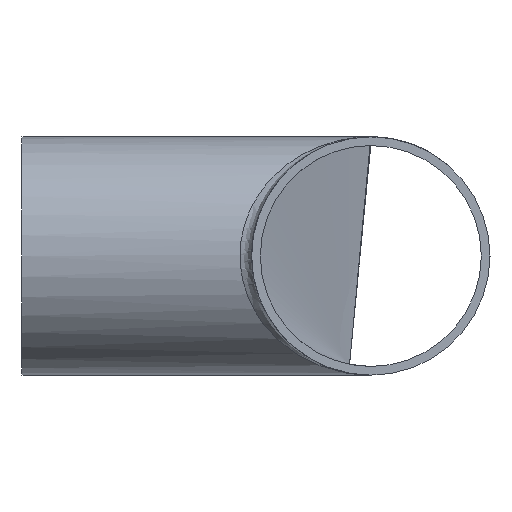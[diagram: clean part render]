
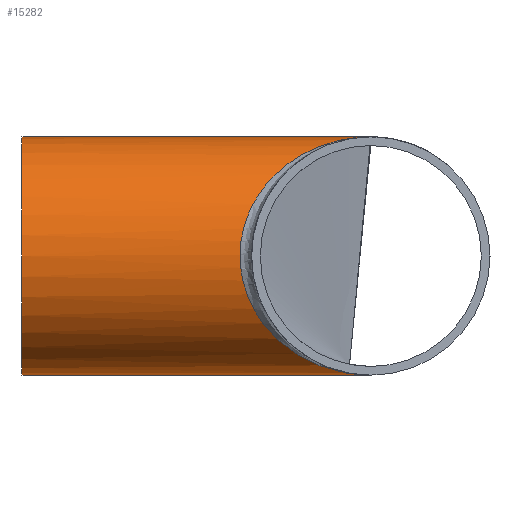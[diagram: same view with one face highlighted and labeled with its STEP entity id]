
A CAD part, left-side view. The second image highlights one B-rep face of the part: STEP entity #15282.
In plain terms, the highlighted cylindrical face has radius 20.5 mm (diameter 41 mm), a full revolution.
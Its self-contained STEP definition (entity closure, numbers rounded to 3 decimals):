
#515 =( BOUNDED_CURVE ( )  B_SPLINE_CURVE ( 3, ( #6444, #2421, #12927, #11637 ),
 .UNSPECIFIED., .F., .T. ) 
 B_SPLINE_CURVE_WITH_KNOTS ( ( 4, 4 ),
 ( 1.571, 4.712 ),
 .UNSPECIFIED. ) 
 CURVE ( )  GEOMETRIC_REPRESENTATION_ITEM ( )  RATIONAL_B_SPLINE_CURVE ( ( 1., 0.333, 0.333, 1. ) ) 
 REPRESENTATION_ITEM ( '' )  );
#1854 = EDGE_LOOP ( 'NONE', ( #14147, #3115 ) ) ;
#2421 = CARTESIAN_POINT ( 'NONE',  ( 41., 45., 20.5 ) ) ;
#2525 = EDGE_CURVE ( 'NONE', #11409, #5887, #14132, .T. ) ;
#3101 = CYLINDRICAL_SURFACE ( 'NONE', #9863, 20.5 ) ;
#3115 = ORIENTED_EDGE ( 'NONE', *, *, #9106, .T. ) ;
#3445 = CARTESIAN_POINT ( 'NONE',  ( 0., 60., 0. ) ) ;
#4064 = CARTESIAN_POINT ( 'NONE',  ( 0., 60., 0. ) ) ;
#4236 = DIRECTION ( 'NONE',  ( 0., 0., 1. ) ) ;
#4340 = VERTEX_POINT ( 'NONE', #7164 ) ;
#4657 = DIRECTION ( 'NONE',  ( 0., 0., -1. ) ) ;
#5762 = FACE_OUTER_BOUND ( 'NONE', #11085, .T. ) ;
#5887 = VERTEX_POINT ( 'NONE', #9758 ) ;
#6159 = CARTESIAN_POINT ( 'NONE',  ( 0., 0., -20.5 ) ) ;
#6444 = CARTESIAN_POINT ( 'NONE',  ( 0., 0., 20.5 ) ) ;
#7164 = CARTESIAN_POINT ( 'NONE',  ( 0., 60., 20.5 ) ) ;
#7220 = DIRECTION ( 'NONE',  ( 0., -1., 0. ) ) ;
#7295 = CIRCLE ( 'NONE', #12257, 20.5 ) ;
#7873 = CARTESIAN_POINT ( 'NONE',  ( -41., 45., 20.5 ) ) ;
#8044 = EDGE_CURVE ( 'NONE', #4340, #4340, #7295, .T. ) ;
#9106 = EDGE_CURVE ( 'NONE', #5887, #11409, #515, .T. ) ;
#9724 = FACE_OUTER_BOUND ( 'NONE', #1854, .T. ) ;
#9758 = CARTESIAN_POINT ( 'NONE',  ( 0., 0., 20.5 ) ) ;
#9821 = ORIENTED_EDGE ( 'NONE', *, *, #8044, .F. ) ;
#9863 = AXIS2_PLACEMENT_3D ( 'NONE', #3445, #7220, #4657 ) ;
#10781 = DIRECTION ( 'NONE',  ( 0., 1., 0. ) ) ;
#11085 = EDGE_LOOP ( 'NONE', ( #9821 ) ) ;
#11409 = VERTEX_POINT ( 'NONE', #6159 ) ;
#11637 = CARTESIAN_POINT ( 'NONE',  ( 0., 0., -20.5 ) ) ;
#12257 = AXIS2_PLACEMENT_3D ( 'NONE', #4064, #10781, #4236 ) ;
#12927 = CARTESIAN_POINT ( 'NONE',  ( 41., 45., -20.5 ) ) ;
#13161 = CARTESIAN_POINT ( 'NONE',  ( 0., 0., -20.5 ) ) ;
#14132 =( BOUNDED_CURVE ( )  B_SPLINE_CURVE ( 3, ( #13161, #15264, #7873, #17049 ),
 .UNSPECIFIED., .F., .T. ) 
 B_SPLINE_CURVE_WITH_KNOTS ( ( 4, 4 ),
 ( 4.712, 7.854 ),
 .UNSPECIFIED. ) 
 CURVE ( )  GEOMETRIC_REPRESENTATION_ITEM ( )  RATIONAL_B_SPLINE_CURVE ( ( 1., 0.333, 0.333, 1. ) ) 
 REPRESENTATION_ITEM ( '' )  );
#14147 = ORIENTED_EDGE ( 'NONE', *, *, #2525, .T. ) ;
#15264 = CARTESIAN_POINT ( 'NONE',  ( -41., 45., -20.5 ) ) ;
#15282 = ADVANCED_FACE ( 'NONE', ( #9724, #5762 ), #3101, .T. ) ;
#17049 = CARTESIAN_POINT ( 'NONE',  ( 0., 0., 20.5 ) ) ;
